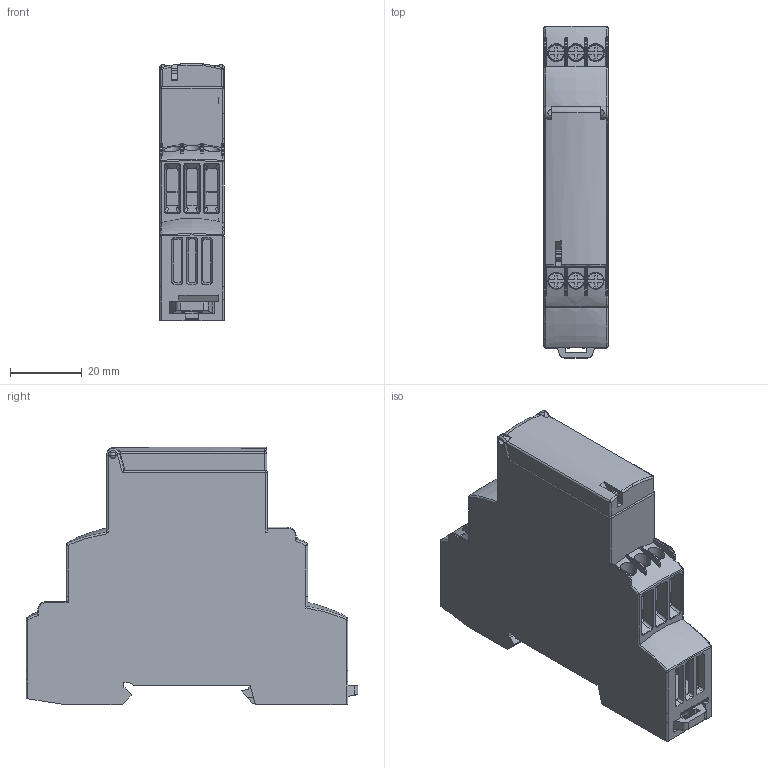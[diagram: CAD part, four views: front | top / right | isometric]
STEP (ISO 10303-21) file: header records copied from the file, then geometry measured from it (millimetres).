
FILE_DESCRIPTION(('CATIA V5 STEP Exchange'),'2;1');
FILE_NAME('RE17LHBM.stp','2022-12-19T10:01:34+00:00',('none'),('none'),'CATIA Version 5-6 Release 2018','CATIA V5 STEP AP203','none');
FILE_SCHEMA(('CONFIG_CONTROL_DESIGN'));
Length unit declared in the file: millimetre
Products named in the file (1): RE17LHBM
Bounding box: 17.9 x 92.8 x 72 mm (x, y, z)
Volume: 67937.4 mm3; surface area: 31313.8 mm2
Topology: 1 solids, 4 shells, 1583 faces, 4478 edges, 2911 vertices
Faces by surface type: plane 1172, cylinder 269, torus 61, bspline 43, cone 22, sphere 16
Entity records: 52732 total; most frequent: CARTESIAN_POINT 15676, ORIENTED_EDGE 8924, DIRECTION 5674, EDGE_CURVE 4462, VECTOR 3518, LINE 3518, VERTEX_POINT 2911, EDGE_LOOP 1665
